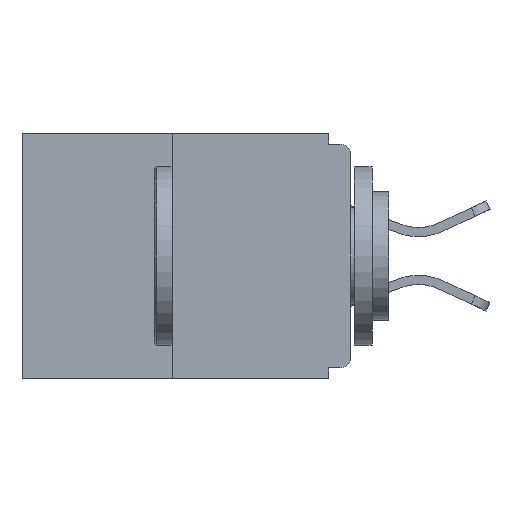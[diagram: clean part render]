
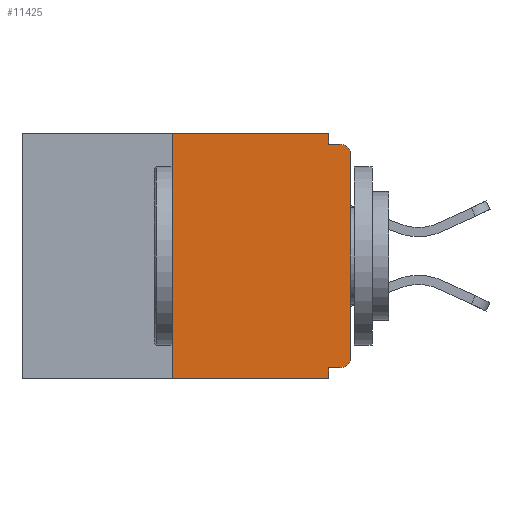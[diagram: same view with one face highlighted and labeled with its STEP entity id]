
A CAD part, left-side view. The second image highlights one B-rep face of the part: STEP entity #11425.
In plain terms, the highlighted planar face has unit normal (-1, 0, 0).
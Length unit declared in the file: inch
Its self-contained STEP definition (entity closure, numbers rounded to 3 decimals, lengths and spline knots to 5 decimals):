
#50 = CARTESIAN_POINT ( 'NONE',  ( 0., 0.031, -0.328 ) ) ;
#70 = LINE ( 'NONE', #18825, #15890 ) ;
#440 = DIRECTION ( 'NONE',  ( 0., 0., -1. ) ) ;
#505 = DIRECTION ( 'NONE',  ( 1., 0., 0. ) ) ;
#645 = LINE ( 'NONE', #10568, #12693 ) ;
#715 = EDGE_CURVE ( 'NONE', #11113, #14792, #13311, .T. ) ;
#841 = ORIENTED_EDGE ( 'NONE', *, *, #16277, .T. ) ;
#1199 = ORIENTED_EDGE ( 'NONE', *, *, #9365, .F. ) ;
#1260 = DIRECTION ( 'NONE',  ( 0., 1., 0. ) ) ;
#1544 = DIRECTION ( 'NONE',  ( 0., -1., 0. ) ) ;
#1821 = CARTESIAN_POINT ( 'NONE',  ( 0., 0., -0.313 ) ) ;
#1900 = AXIS2_PLACEMENT_3D ( 'NONE', #9613, #505, #440 ) ;
#2139 = DIRECTION ( 'NONE',  ( 0., -1., 0. ) ) ;
#3004 = CARTESIAN_POINT ( 'NONE',  ( 0., 0.46, -0.343 ) ) ;
#4319 = ORIENTED_EDGE ( 'NONE', *, *, #11454, .F. ) ;
#4410 = VECTOR ( 'NONE', #6852, 39.37008 ) ;
#5569 = CARTESIAN_POINT ( 'NONE',  ( 0., 0., -0.015 ) ) ;
#5596 = AXIS2_PLACEMENT_3D ( 'NONE', #14756, #19255, #13187 ) ;
#5855 = VERTEX_POINT ( 'NONE', #9658 ) ;
#6224 = LINE ( 'NONE', #7257, #18235 ) ;
#6716 = CARTESIAN_POINT ( 'NONE',  ( 0., 0.015, -0.313 ) ) ;
#6779 = LINE ( 'NONE', #10017, #11348 ) ;
#6852 = DIRECTION ( 'NONE',  ( 0., -1., 0. ) ) ;
#6944 = DIRECTION ( 'NONE',  ( 0., 0., -1. ) ) ;
#7257 = CARTESIAN_POINT ( 'NONE',  ( 0., 0.031, 0. ) ) ;
#7539 = EDGE_CURVE ( 'NONE', #16640, #12111, #11662, .T. ) ;
#8099 = AXIS2_PLACEMENT_3D ( 'NONE', #6716, #12924, #9731 ) ;
#8132 = ORIENTED_EDGE ( 'NONE', *, *, #715, .T. ) ;
#8300 = EDGE_LOOP ( 'NONE', ( #1199, #15330, #10001, #16306, #9727, #841, #8132, #13804, #9953, #4319 ) ) ;
#8704 = LINE ( 'NONE', #11037, #4410 ) ;
#8859 = FACE_OUTER_BOUND ( 'NONE', #8300, .T. ) ;
#9254 = VERTEX_POINT ( 'NONE', #12863 ) ;
#9365 = EDGE_CURVE ( 'NONE', #10302, #9254, #8704, .T. ) ;
#9461 = DIRECTION ( 'NONE',  ( 0., 0., 1. ) ) ;
#9504 = VECTOR ( 'NONE', #1544, 39.37008 ) ;
#9541 = EDGE_CURVE ( 'NONE', #14792, #10997, #12829, .T. ) ;
#9613 = CARTESIAN_POINT ( 'NONE',  ( 0., 0.46, 0. ) ) ;
#9658 = CARTESIAN_POINT ( 'NONE',  ( 0., 0.031, -0.015 ) ) ;
#9727 = ORIENTED_EDGE ( 'NONE', *, *, #19440, .F. ) ;
#9731 = DIRECTION ( 'NONE',  ( 0., 0., -1. ) ) ;
#9923 = EDGE_CURVE ( 'NONE', #16640, #10302, #6779, .T. ) ;
#9953 = ORIENTED_EDGE ( 'NONE', *, *, #17160, .F. ) ;
#10001 = ORIENTED_EDGE ( 'NONE', *, *, #7539, .T. ) ;
#10017 = CARTESIAN_POINT ( 'NONE',  ( 0., 0.25, 0. ) ) ;
#10302 = VERTEX_POINT ( 'NONE', #11393 ) ;
#10438 = CARTESIAN_POINT ( 'NONE',  ( 0., 0., -0.03 ) ) ;
#10568 = CARTESIAN_POINT ( 'NONE',  ( 0., 0., -0.328 ) ) ;
#10997 = VERTEX_POINT ( 'NONE', #16909 ) ;
#11037 = CARTESIAN_POINT ( 'NONE',  ( 0., 0.46, 0. ) ) ;
#11113 = VERTEX_POINT ( 'NONE', #1821 ) ;
#11184 = PLANE ( 'NONE',  #1900 ) ;
#11348 = VECTOR ( 'NONE', #14834, 39.37008 ) ;
#11393 = CARTESIAN_POINT ( 'NONE',  ( 0., 0.25, 0. ) ) ;
#11425 = ADVANCED_FACE ( 'NONE', ( #8859 ), #11184, .F. ) ;
#11454 = EDGE_CURVE ( 'NONE', #9254, #5855, #6224, .T. ) ;
#11662 = LINE ( 'NONE', #3004, #9504 ) ;
#12111 = VERTEX_POINT ( 'NONE', #13358 ) ;
#12693 = VECTOR ( 'NONE', #1260, 39.37008 ) ;
#12829 = CIRCLE ( 'NONE', #5596, 0.015 ) ;
#12863 = CARTESIAN_POINT ( 'NONE',  ( 0., 0.031, 0. ) ) ;
#12924 = DIRECTION ( 'NONE',  ( -1., 0., 0. ) ) ;
#13187 = DIRECTION ( 'NONE',  ( 0., 0., -1. ) ) ;
#13311 = LINE ( 'NONE', #14035, #19036 ) ;
#13358 = CARTESIAN_POINT ( 'NONE',  ( 0., 0.031, -0.343 ) ) ;
#13404 = DIRECTION ( 'NONE',  ( 0., 0., -1. ) ) ;
#13804 = ORIENTED_EDGE ( 'NONE', *, *, #9541, .T. ) ;
#14035 = CARTESIAN_POINT ( 'NONE',  ( 0., 0., 0. ) ) ;
#14756 = CARTESIAN_POINT ( 'NONE',  ( 0., 0.015, -0.03 ) ) ;
#14792 = VERTEX_POINT ( 'NONE', #10438 ) ;
#14834 = DIRECTION ( 'NONE',  ( 0., 0., 1. ) ) ;
#15330 = ORIENTED_EDGE ( 'NONE', *, *, #9923, .F. ) ;
#15890 = VECTOR ( 'NONE', #6944, 39.37008 ) ;
#16029 = VERTEX_POINT ( 'NONE', #16439 ) ;
#16060 = VECTOR ( 'NONE', #2139, 39.37008 ) ;
#16277 = EDGE_CURVE ( 'NONE', #16029, #11113, #16823, .T. ) ;
#16306 = ORIENTED_EDGE ( 'NONE', *, *, #19241, .F. ) ;
#16439 = CARTESIAN_POINT ( 'NONE',  ( 0., 0.015, -0.328 ) ) ;
#16640 = VERTEX_POINT ( 'NONE', #18411 ) ;
#16823 = CIRCLE ( 'NONE', #8099, 0.015 ) ;
#16909 = CARTESIAN_POINT ( 'NONE',  ( 0., 0.015, -0.015 ) ) ;
#17160 = EDGE_CURVE ( 'NONE', #5855, #10997, #19185, .T. ) ;
#18235 = VECTOR ( 'NONE', #13404, 39.37008 ) ;
#18411 = CARTESIAN_POINT ( 'NONE',  ( 0., 0.25, -0.343 ) ) ;
#18825 = CARTESIAN_POINT ( 'NONE',  ( 0., 0.031, -0.343 ) ) ;
#19036 = VECTOR ( 'NONE', #9461, 39.37008 ) ;
#19185 = LINE ( 'NONE', #5569, #16060 ) ;
#19241 = EDGE_CURVE ( 'NONE', #19580, #12111, #70, .T. ) ;
#19255 = DIRECTION ( 'NONE',  ( -1., 0., 0. ) ) ;
#19440 = EDGE_CURVE ( 'NONE', #16029, #19580, #645, .T. ) ;
#19580 = VERTEX_POINT ( 'NONE', #50 ) ;
